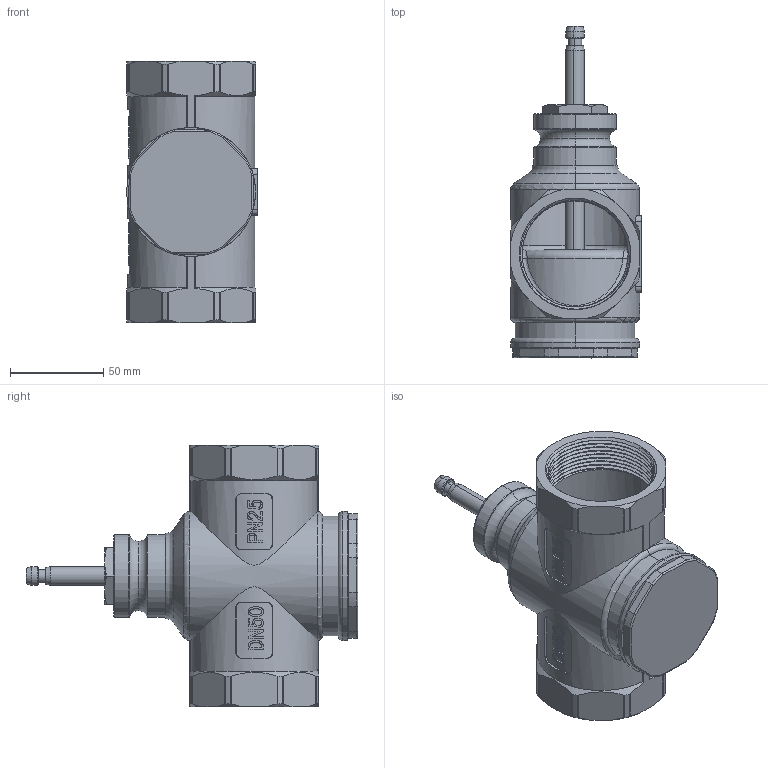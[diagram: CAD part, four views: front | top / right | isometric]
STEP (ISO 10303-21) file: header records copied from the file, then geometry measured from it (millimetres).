
FILE_DESCRIPTION((''),'2;1');
FILE_NAME('3D_STEP_CAD_MODEL_OF__SW0001','2023-04-18T14:34:36',('phili'),(''),'CREO PARAMETRIC BY PTC INC, 2019010','CREO PARAMETRIC BY PTC INC, 2019010','');
FILE_SCHEMA(('CONFIG_CONTROL_DESIGN'));
Products named in the file (1): 3D_STEP_CAD_MODEL_OF__SW0001
Bounding box: 70 x 177.5 x 140 mm (x, y, z)
Surface area: 117392.2 mm2 (no closed solid volume)
Topology: 0 solids, 18 shells, 627 faces, 2206 edges, 1554 vertices
Faces by surface type: cylinder 269, bspline 129, plane 117, cone 67, torus 45
Entity records: 72623 total; most frequent: CARTESIAN_POINT 55849, ORIENTED_EDGE 3802, DIRECTION 2683, EDGE_CURVE 2206, VERTEX_POINT 1554, B_SPLINE_CURVE_WITH_KNOTS 1022, AXIS2_PLACEMENT_3D 1001, VECTOR 681
